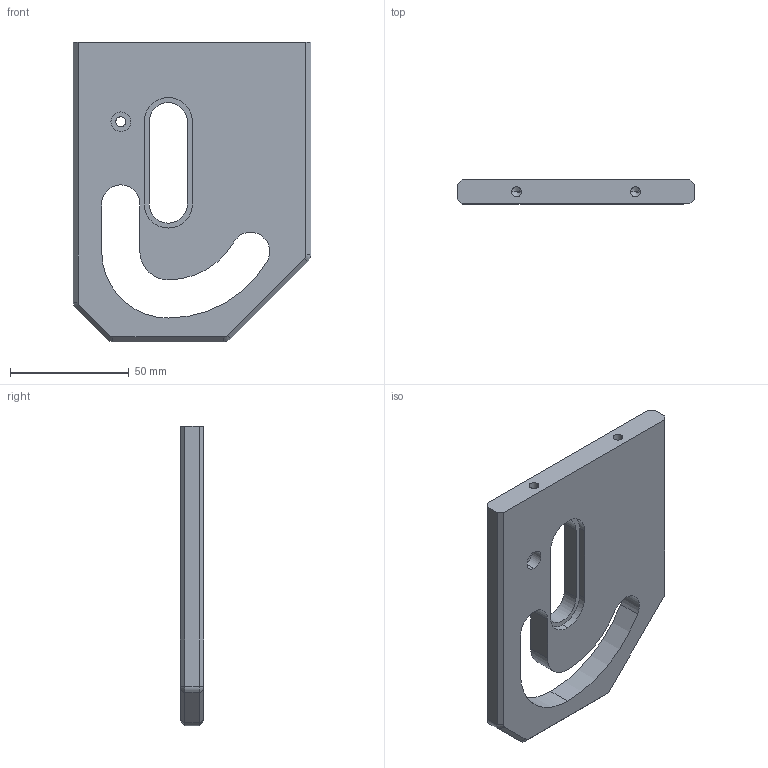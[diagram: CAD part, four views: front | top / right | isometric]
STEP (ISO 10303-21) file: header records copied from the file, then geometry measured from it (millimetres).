
FILE_DESCRIPTION (( 'STEP AP214' ), '1' );
FILE_NAME ('Spindlehouse_left.STEP', '2020-09-08T12:03:59', ( '' ), ( '' ), 'SwSTEP 2.0', 'SolidWorks 2019', '' );
FILE_SCHEMA (( 'AUTOMOTIVE_DESIGN' ));
Length unit declared in the file: millimetre
Products named in the file (1): Spindlehouse_left
Bounding box: 100 x 10 x 126.09 mm (x, y, z)
Volume: 91177.1 mm3; surface area: 26597 mm2
Topology: 1 solids, 1 shells, 64 faces, 160 edges, 98 vertices
Faces by surface type: cylinder 26, plane 26, cone 12
Entity records: 1988 total; most frequent: DIRECTION 346, CARTESIAN_POINT 319, ORIENTED_EDGE 312, EDGE_CURVE 156, AXIS2_PLACEMENT_3D 125, VERTEX_POINT 98, LINE 96, VECTOR 96
